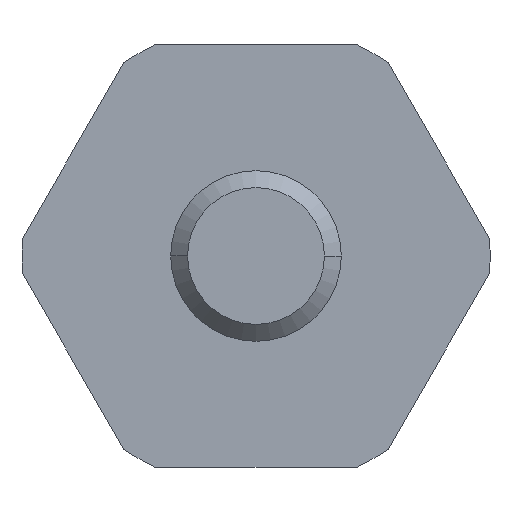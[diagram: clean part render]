
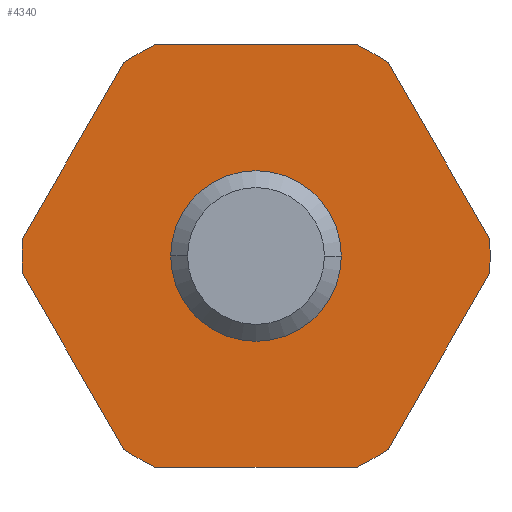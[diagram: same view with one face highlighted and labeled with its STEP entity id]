
A CAD part, front view. The second image highlights one B-rep face of the part: STEP entity #4340.
In plain terms, the highlighted planar face has unit normal (0, -1, 0).
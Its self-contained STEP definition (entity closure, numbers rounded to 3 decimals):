
#701=DIRECTION('',(-0.5,0.,0.866));
#702=VECTOR('',#701,26.382);
#703=CARTESIAN_POINT('',(-17.22,0.,-25.174));
#704=LINE('',#703,#702);
#705=CARTESIAN_POINT('',(0.,0.,0.));
#706=DIRECTION('',(0.,1.,0.));
#707=DIRECTION('',(-0.997,0.,-0.076));
#708=AXIS2_PLACEMENT_3D('',#705,#706,#707);
#710=DIRECTION('',(0.5,0.,0.866));
#711=VECTOR('',#710,26.382);
#712=CARTESIAN_POINT('',(-30.411,0.,2.326));
#713=LINE('',#712,#711);
#714=CARTESIAN_POINT('',(0.,0.,0.));
#715=DIRECTION('',(0.,1.,0.));
#716=DIRECTION('',(-0.565,0.,0.825));
#717=AXIS2_PLACEMENT_3D('',#714,#715,#716);
#719=DIRECTION('',(1.,0.,0.));
#720=VECTOR('',#719,26.382);
#721=CARTESIAN_POINT('',(-13.191,0.,27.5));
#722=LINE('',#721,#720);
#723=CARTESIAN_POINT('',(0.,0.,0.));
#724=DIRECTION('',(0.,1.,0.));
#725=DIRECTION('',(0.432,0.,0.902));
#726=AXIS2_PLACEMENT_3D('',#723,#724,#725);
#728=DIRECTION('',(0.5,0.,-0.866));
#729=VECTOR('',#728,26.382);
#730=CARTESIAN_POINT('',(17.22,0.,25.174));
#731=LINE('',#730,#729);
#732=CARTESIAN_POINT('',(0.,0.,0.));
#733=DIRECTION('',(0.,1.,0.));
#734=DIRECTION('',(0.997,0.,0.076));
#735=AXIS2_PLACEMENT_3D('',#732,#733,#734);
#737=DIRECTION('',(-0.5,0.,-0.866));
#738=VECTOR('',#737,26.382);
#739=CARTESIAN_POINT('',(30.411,0.,-2.326));
#740=LINE('',#739,#738);
#741=CARTESIAN_POINT('',(0.,0.,0.));
#742=DIRECTION('',(0.,1.,0.));
#743=DIRECTION('',(0.565,0.,-0.825));
#744=AXIS2_PLACEMENT_3D('',#741,#742,#743);
#746=DIRECTION('',(-1.,0.,0.));
#747=VECTOR('',#746,26.382);
#748=CARTESIAN_POINT('',(13.191,0.,-27.5));
#749=LINE('',#748,#747);
#750=CARTESIAN_POINT('',(0.,0.,0.));
#751=DIRECTION('',(0.,1.,0.));
#752=DIRECTION('',(-0.432,0.,-0.902));
#753=AXIS2_PLACEMENT_3D('',#750,#751,#752);
#755=CARTESIAN_POINT('',(0.,0.,0.));
#756=DIRECTION('',(0.,-1.,0.));
#757=DIRECTION('',(1.,0.,0.));
#758=AXIS2_PLACEMENT_3D('',#755,#756,#757);
#760=CARTESIAN_POINT('',(0.,0.,0.));
#761=DIRECTION('',(0.,-1.,0.));
#762=DIRECTION('',(-1.,0.,0.));
#763=AXIS2_PLACEMENT_3D('',#760,#761,#762);
#2939=CARTESIAN_POINT('',(-17.22,0.,-25.174));
#2940=CARTESIAN_POINT('',(-30.411,0.,-2.326));
#2941=VERTEX_POINT('',#2939);
#2942=VERTEX_POINT('',#2940);
#2943=CARTESIAN_POINT('',(-13.191,0.,-27.5));
#2944=VERTEX_POINT('',#2943);
#2945=CARTESIAN_POINT('',(13.191,0.,-27.5));
#2946=VERTEX_POINT('',#2945);
#2947=CARTESIAN_POINT('',(17.22,0.,-25.174));
#2948=VERTEX_POINT('',#2947);
#2949=CARTESIAN_POINT('',(30.411,0.,-2.326));
#2950=VERTEX_POINT('',#2949);
#2951=CARTESIAN_POINT('',(30.411,0.,2.326));
#2952=VERTEX_POINT('',#2951);
#2953=CARTESIAN_POINT('',(17.22,0.,25.174));
#2954=VERTEX_POINT('',#2953);
#2955=CARTESIAN_POINT('',(13.191,0.,27.5));
#2956=VERTEX_POINT('',#2955);
#2957=CARTESIAN_POINT('',(-13.191,0.,27.5));
#2958=VERTEX_POINT('',#2957);
#2959=CARTESIAN_POINT('',(-17.22,0.,25.174));
#2960=VERTEX_POINT('',#2959);
#2961=CARTESIAN_POINT('',(-30.411,0.,2.326));
#2962=VERTEX_POINT('',#2961);
#3887=CARTESIAN_POINT('',(9.2,0.,0.));
#3889=VERTEX_POINT('',#3887);
#3892=CARTESIAN_POINT('',(-9.2,0.,0.));
#3894=VERTEX_POINT('',#3892);
#4304=CARTESIAN_POINT('',(0.,0.,0.));
#4305=DIRECTION('',(0.,1.,0.));
#4306=DIRECTION('',(1.,0.,0.));
#4307=AXIS2_PLACEMENT_3D('',#4304,#4305,#4306);
#4308=PLANE('',#4307);
#4310=ORIENTED_EDGE('',*,*,#4309,.T.);
#4312=ORIENTED_EDGE('',*,*,#4311,.T.);
#4314=ORIENTED_EDGE('',*,*,#4313,.T.);
#4316=ORIENTED_EDGE('',*,*,#4315,.T.);
#4317=ORIENTED_EDGE('',*,*,#3928,.T.);
#4319=ORIENTED_EDGE('',*,*,#4318,.T.);
#4321=ORIENTED_EDGE('',*,*,#4320,.T.);
#4323=ORIENTED_EDGE('',*,*,#4322,.T.);
#4325=ORIENTED_EDGE('',*,*,#4324,.T.);
#4327=ORIENTED_EDGE('',*,*,#4326,.T.);
#4329=ORIENTED_EDGE('',*,*,#4328,.T.);
#4331=ORIENTED_EDGE('',*,*,#4330,.T.);
#4332=EDGE_LOOP('',(#4310,#4312,#4314,#4316,#4317,#4319,#4321,#4323,#4325,#4327,
#4329,#4331));
#4333=FACE_OUTER_BOUND('',#4332,.F.);
#4335=ORIENTED_EDGE('',*,*,#4334,.T.);
#4337=ORIENTED_EDGE('',*,*,#4336,.T.);
#4338=EDGE_LOOP('',(#4335,#4337));
#4339=FACE_BOUND('',#4338,.F.);
#4340=ADVANCED_FACE('',(#4333,#4339),#4308,.F.);
#709=CIRCLE('',#708,30.5);
#718=CIRCLE('',#717,30.5);
#727=CIRCLE('',#726,30.5);
#736=CIRCLE('',#735,30.5);
#745=CIRCLE('',#744,30.5);
#754=CIRCLE('',#753,30.5);
#759=CIRCLE('',#758,9.2);
#764=CIRCLE('',#763,9.2);
#3928=EDGE_CURVE('',#2958,#2956,#722,.T.);
#4309=EDGE_CURVE('',#2941,#2942,#704,.T.);
#4311=EDGE_CURVE('',#2942,#2962,#709,.T.);
#4313=EDGE_CURVE('',#2962,#2960,#713,.T.);
#4315=EDGE_CURVE('',#2960,#2958,#718,.T.);
#4318=EDGE_CURVE('',#2956,#2954,#727,.T.);
#4320=EDGE_CURVE('',#2954,#2952,#731,.T.);
#4322=EDGE_CURVE('',#2952,#2950,#736,.T.);
#4324=EDGE_CURVE('',#2950,#2948,#740,.T.);
#4326=EDGE_CURVE('',#2948,#2946,#745,.T.);
#4328=EDGE_CURVE('',#2946,#2944,#749,.T.);
#4330=EDGE_CURVE('',#2944,#2941,#754,.T.);
#4334=EDGE_CURVE('',#3889,#3894,#759,.T.);
#4336=EDGE_CURVE('',#3894,#3889,#764,.T.);
